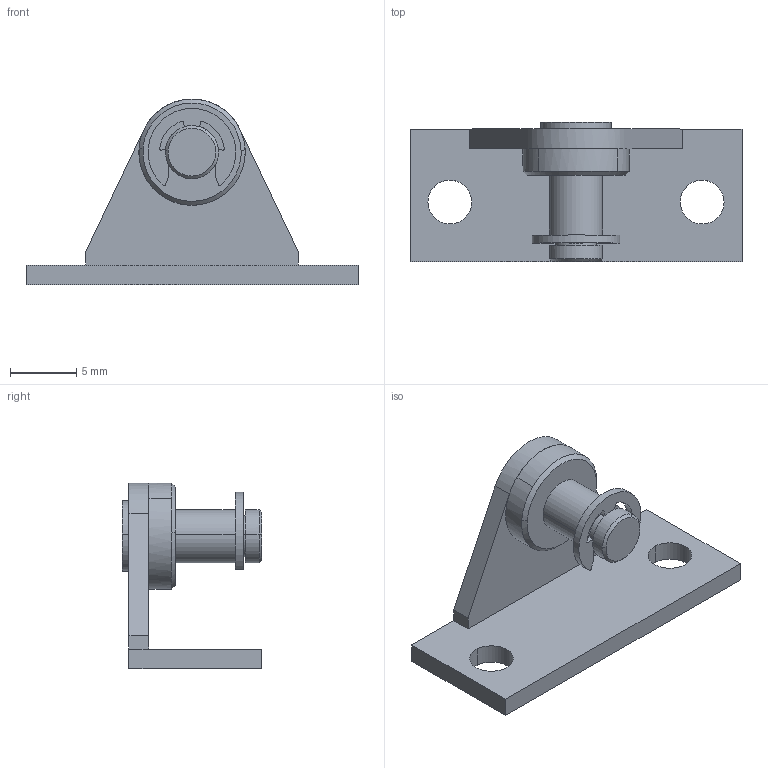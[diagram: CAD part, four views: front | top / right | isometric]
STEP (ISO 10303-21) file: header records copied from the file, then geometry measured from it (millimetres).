
FILE_DESCRIPTION((''),'2;1');
FILE_NAME('','2006-09-07T19:03:27',(''),(''),'','CADfix','');
FILE_SCHEMA(('AUTOMOTIVE_DESIGN'));
Length unit declared in the file: millimetre
Products named in the file (3): retainer; bracket; TM_280_1_30629_36
Assembly tree (2 placements, depth 2):
  TM_280_1_30629_36
    retainer
    bracket
Bounding box: 25 x 10.5 x 14 mm (x, y, z)
Volume: 748.6 mm3; surface area: 1135.7 mm2
Topology: 2 solids, 2 shells, 63 faces, 192 edges, 138 vertices
Faces by surface type: bspline 63
Entity records: 2286 total; most frequent: CARTESIAN_POINT 1169, ORIENTED_EDGE 384, EDGE_CURVE 192, VERTEX_POINT 138, QUASI_UNIFORM_CURVE 90, EDGE_LOOP 72, FACE_OUTER_BOUND 63, ADVANCED_FACE 63
